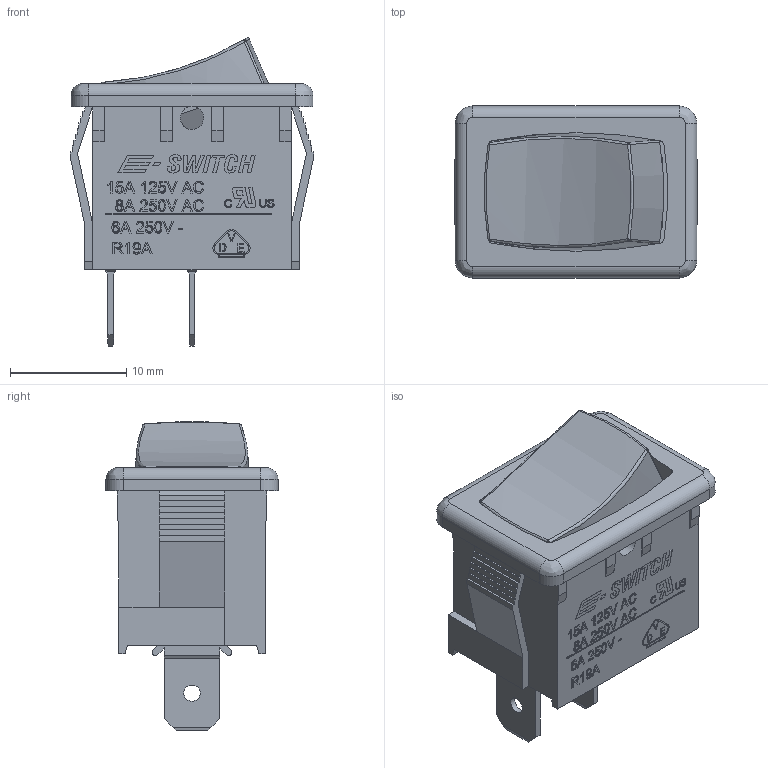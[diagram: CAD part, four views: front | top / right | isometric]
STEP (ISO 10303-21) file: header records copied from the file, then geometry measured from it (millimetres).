
FILE_DESCRIPTION(/* description */ (''),/* implementation_level */ '2;1');
FILE_NAME(/* name */ 'R1966FxxxxxxEG.stp',/* time_stamp */ '2025-05-29T16:43:43-05:00',/* author */ ('mroman'),/* organization */ (''),/* preprocessor_version */ 'ST-DEVELOPER v18.1',/* originating_system */ 'Autodesk Inventor 2022',/* authorisation */ '');
FILE_SCHEMA (('AUTOMOTIVE_DESIGN { 1 0 10303 214 3 1 1 }'));
Length unit declared in the file: centimetre
Products named in the file (1): R1966FxxxxxxEG
Bounding box: 20.94 x 14.8 x 26.56 mm (x, y, z)
Volume: 1794.6 mm3; surface area: 3421.3 mm2
Topology: 1 solids, 1 shells, 894 faces, 2450 edges, 1620 vertices
Faces by surface type: plane 536, bspline 314, cylinder 44
Full cylindrical faces by diameter (mm): 1.4 x2, 2 x2
Entity records: 30322 total; most frequent: CARTESIAN_POINT 9667, ORIENTED_EDGE 4892, DIRECTION 3084, EDGE_CURVE 2446, LINE 1676, VECTOR 1676, VERTEX_POINT 1620, EDGE_LOOP 982
